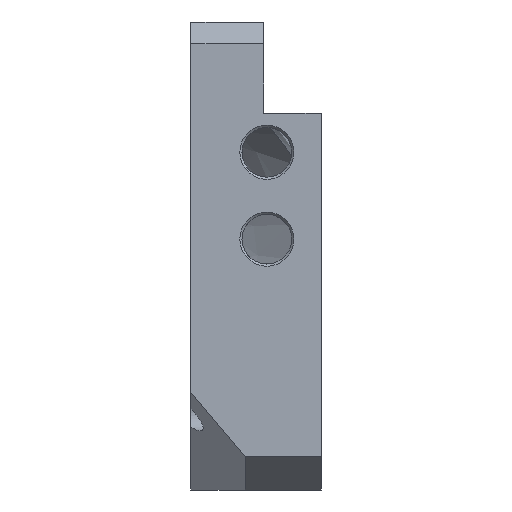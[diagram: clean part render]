
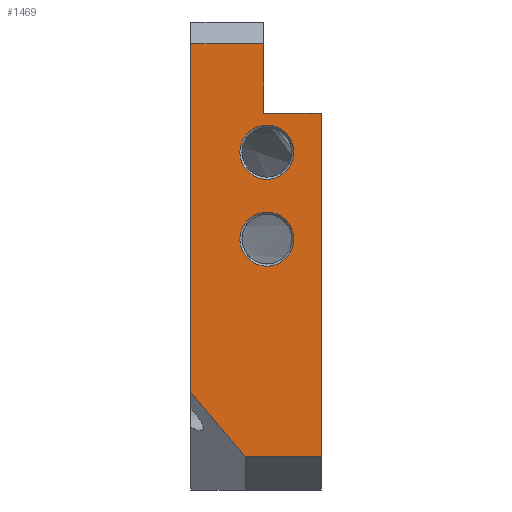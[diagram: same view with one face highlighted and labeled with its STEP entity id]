
A CAD part, left-side view. The second image highlights one B-rep face of the part: STEP entity #1469.
In plain terms, the highlighted planar face has unit normal (-1, 0, 0).
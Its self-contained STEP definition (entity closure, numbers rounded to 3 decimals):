
#69=FACE_BOUND('',#482,.T.);
#70=FACE_BOUND('',#483,.T.);
#83=PLANE('',#1576);
#124=LINE('',#2122,#247);
#166=LINE('',#2243,#289);
#167=LINE('',#2245,#290);
#168=LINE('',#2247,#291);
#169=LINE('',#2249,#292);
#170=LINE('',#2250,#293);
#171=LINE('',#2251,#294);
#247=VECTOR('',#1714,1000.);
#289=VECTOR('',#1792,10.);
#290=VECTOR('',#1793,1000.);
#291=VECTOR('',#1794,1000.);
#292=VECTOR('',#1795,1000.);
#293=VECTOR('',#1796,1000.);
#294=VECTOR('',#1797,10.);
#400=FACE_OUTER_BOUND('',#481,.T.);
#481=EDGE_LOOP('',(#1079,#1080,#1081,#1082,#1083,#1084,#1085));
#482=EDGE_LOOP('',(#1086));
#483=EDGE_LOOP('',(#1087));
#577=CIRCLE('',#1574,2.49);
#579=CIRCLE('',#1577,2.49);
#631=VERTEX_POINT('',#2119);
#632=VERTEX_POINT('',#2121);
#682=VERTEX_POINT('',#2235);
#684=VERTEX_POINT('',#2241);
#685=VERTEX_POINT('',#2242);
#686=VERTEX_POINT('',#2244);
#687=VERTEX_POINT('',#2246);
#688=VERTEX_POINT('',#2248);
#689=VERTEX_POINT('',#2252);
#784=EDGE_CURVE('',#632,#631,#124,.T.);
#837=EDGE_CURVE('',#682,#682,#577,.T.);
#840=EDGE_CURVE('',#684,#685,#166,.F.);
#841=EDGE_CURVE('',#684,#686,#167,.T.);
#842=EDGE_CURVE('',#687,#686,#168,.T.);
#843=EDGE_CURVE('',#687,#688,#169,.T.);
#844=EDGE_CURVE('',#688,#632,#170,.T.);
#845=EDGE_CURVE('',#685,#631,#171,.F.);
#846=EDGE_CURVE('',#689,#689,#579,.T.);
#1079=ORIENTED_EDGE('',*,*,#840,.F.);
#1080=ORIENTED_EDGE('',*,*,#841,.T.);
#1081=ORIENTED_EDGE('',*,*,#842,.F.);
#1082=ORIENTED_EDGE('',*,*,#843,.T.);
#1083=ORIENTED_EDGE('',*,*,#844,.T.);
#1084=ORIENTED_EDGE('',*,*,#784,.T.);
#1085=ORIENTED_EDGE('',*,*,#845,.F.);
#1086=ORIENTED_EDGE('',*,*,#846,.F.);
#1087=ORIENTED_EDGE('',*,*,#837,.F.);
#1469=ADVANCED_FACE('',(#400,#69,#70),#83,.F.);
#1574=AXIS2_PLACEMENT_3D('',#2236,#1785,#1786);
#1576=AXIS2_PLACEMENT_3D('',#2240,#1790,#1791);
#1577=AXIS2_PLACEMENT_3D('',#2253,#1798,#1799);
#1714=DIRECTION('',(0.,0.,1.));
#1785=DIRECTION('center_axis',(-1.,0.,0.));
#1786=DIRECTION('ref_axis',(0.,1.,0.));
#1790=DIRECTION('center_axis',(1.,0.,0.));
#1791=DIRECTION('ref_axis',(0.,0.,1.));
#1792=DIRECTION('',(0.,0.,1.));
#1793=DIRECTION('',(0.,1.,0.));
#1794=DIRECTION('',(0.,0.,1.));
#1795=DIRECTION('',(0.,-0.647,-0.763));
#1796=DIRECTION('',(0.,-1.,0.));
#1797=DIRECTION('',(0.,1.,0.));
#1798=DIRECTION('center_axis',(-1.,0.,0.));
#1799=DIRECTION('ref_axis',(0.,1.,0.));
#2119=CARTESIAN_POINT('',(-20.,-34.,-44.4));
#2121=CARTESIAN_POINT('',(-20.,-34.,-76.));
#2122=CARTESIAN_POINT('',(-20.,-34.,-56.));
#2235=CARTESIAN_POINT('',(-20.,-31.49,-48.));
#2236=CARTESIAN_POINT('Origin',(-20.,-29.,-48.));
#2240=CARTESIAN_POINT('Origin',(-20.,-22.,-56.));
#2241=CARTESIAN_POINT('',(-20.,-28.7,-38.));
#2242=CARTESIAN_POINT('',(-20.,-28.7,-44.4));
#2243=CARTESIAN_POINT('',(-20.,-28.7,-56.775));
#2244=CARTESIAN_POINT('',(-20.,-22.,-38.));
#2245=CARTESIAN_POINT('',(-20.,-22.,-38.));
#2246=CARTESIAN_POINT('',(-20.,-22.,-70.1));
#2247=CARTESIAN_POINT('',(-20.,-22.,-56.));
#2248=CARTESIAN_POINT('',(-20.,-27.,-76.));
#2249=CARTESIAN_POINT('',(-20.,-24.694,-73.279));
#2250=CARTESIAN_POINT('',(-20.,-22.,-76.));
#2251=CARTESIAN_POINT('',(-20.,-25.5,-44.4));
#2252=CARTESIAN_POINT('',(-20.,-31.49,-56.));
#2253=CARTESIAN_POINT('Origin',(-20.,-29.,-56.));
